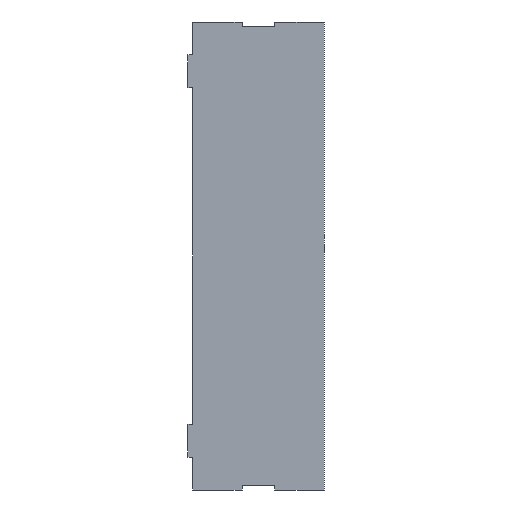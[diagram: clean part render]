
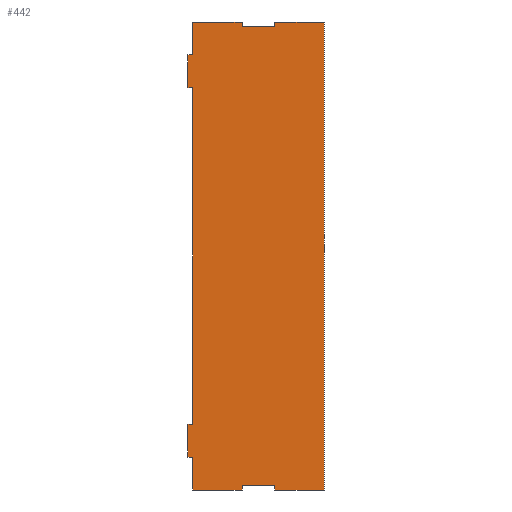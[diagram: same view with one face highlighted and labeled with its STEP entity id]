
A CAD part, front view. The second image highlights one B-rep face of the part: STEP entity #442.
In plain terms, the highlighted planar face has unit normal (0, -1, 0).
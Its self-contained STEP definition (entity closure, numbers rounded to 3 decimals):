
#36=FACE_OUTER_BOUND('',#58,.T.);
#58=EDGE_LOOP('',(#379,#380,#381,#382,#383,#384,#385,#386,#387,#388,#389,
#390,#391,#392,#393,#394,#395,#396,#397,#398));
#59=LINE('',#595,#119);
#63=LINE('',#603,#123);
#66=LINE('',#609,#126);
#69=LINE('',#615,#129);
#72=LINE('',#621,#132);
#75=LINE('',#627,#135);
#78=LINE('',#633,#138);
#81=LINE('',#639,#141);
#84=LINE('',#645,#144);
#87=LINE('',#651,#147);
#90=LINE('',#657,#150);
#93=LINE('',#663,#153);
#96=LINE('',#669,#156);
#99=LINE('',#675,#159);
#102=LINE('',#681,#162);
#105=LINE('',#687,#165);
#108=LINE('',#693,#168);
#111=LINE('',#699,#171);
#114=LINE('',#705,#174);
#117=LINE('',#710,#177);
#119=VECTOR('',#489,10.);
#123=VECTOR('',#495,10.);
#126=VECTOR('',#500,10.);
#129=VECTOR('',#505,10.);
#132=VECTOR('',#510,10.);
#135=VECTOR('',#515,10.);
#138=VECTOR('',#520,10.);
#141=VECTOR('',#525,10.);
#144=VECTOR('',#530,10.);
#147=VECTOR('',#535,10.);
#150=VECTOR('',#540,10.);
#153=VECTOR('',#545,10.);
#156=VECTOR('',#550,10.);
#159=VECTOR('',#555,10.);
#162=VECTOR('',#560,10.);
#165=VECTOR('',#565,10.);
#168=VECTOR('',#570,10.);
#171=VECTOR('',#575,10.);
#174=VECTOR('',#580,10.);
#177=VECTOR('',#585,10.);
#179=VERTEX_POINT('',#593);
#180=VERTEX_POINT('',#594);
#183=VERTEX_POINT('',#602);
#185=VERTEX_POINT('',#608);
#187=VERTEX_POINT('',#614);
#189=VERTEX_POINT('',#620);
#191=VERTEX_POINT('',#626);
#193=VERTEX_POINT('',#632);
#195=VERTEX_POINT('',#638);
#197=VERTEX_POINT('',#644);
#199=VERTEX_POINT('',#650);
#201=VERTEX_POINT('',#656);
#203=VERTEX_POINT('',#662);
#205=VERTEX_POINT('',#668);
#207=VERTEX_POINT('',#674);
#209=VERTEX_POINT('',#680);
#211=VERTEX_POINT('',#686);
#213=VERTEX_POINT('',#692);
#215=VERTEX_POINT('',#698);
#217=VERTEX_POINT('',#704);
#219=EDGE_CURVE('',#179,#180,#59,.T.);
#223=EDGE_CURVE('',#183,#179,#63,.T.);
#226=EDGE_CURVE('',#185,#183,#66,.T.);
#229=EDGE_CURVE('',#187,#185,#69,.T.);
#232=EDGE_CURVE('',#189,#187,#72,.T.);
#235=EDGE_CURVE('',#191,#189,#75,.T.);
#238=EDGE_CURVE('',#193,#191,#78,.T.);
#241=EDGE_CURVE('',#195,#193,#81,.T.);
#244=EDGE_CURVE('',#197,#195,#84,.T.);
#247=EDGE_CURVE('',#199,#197,#87,.T.);
#250=EDGE_CURVE('',#201,#199,#90,.T.);
#253=EDGE_CURVE('',#203,#201,#93,.T.);
#256=EDGE_CURVE('',#205,#203,#96,.T.);
#259=EDGE_CURVE('',#207,#205,#99,.T.);
#262=EDGE_CURVE('',#209,#207,#102,.T.);
#265=EDGE_CURVE('',#211,#209,#105,.T.);
#268=EDGE_CURVE('',#213,#211,#108,.T.);
#271=EDGE_CURVE('',#215,#213,#111,.T.);
#274=EDGE_CURVE('',#217,#215,#114,.T.);
#277=EDGE_CURVE('',#180,#217,#117,.T.);
#379=ORIENTED_EDGE('',*,*,#277,.F.);
#380=ORIENTED_EDGE('',*,*,#219,.F.);
#381=ORIENTED_EDGE('',*,*,#223,.F.);
#382=ORIENTED_EDGE('',*,*,#226,.F.);
#383=ORIENTED_EDGE('',*,*,#229,.F.);
#384=ORIENTED_EDGE('',*,*,#232,.F.);
#385=ORIENTED_EDGE('',*,*,#235,.F.);
#386=ORIENTED_EDGE('',*,*,#238,.F.);
#387=ORIENTED_EDGE('',*,*,#241,.F.);
#388=ORIENTED_EDGE('',*,*,#244,.F.);
#389=ORIENTED_EDGE('',*,*,#247,.F.);
#390=ORIENTED_EDGE('',*,*,#250,.F.);
#391=ORIENTED_EDGE('',*,*,#253,.F.);
#392=ORIENTED_EDGE('',*,*,#256,.F.);
#393=ORIENTED_EDGE('',*,*,#259,.F.);
#394=ORIENTED_EDGE('',*,*,#262,.F.);
#395=ORIENTED_EDGE('',*,*,#265,.F.);
#396=ORIENTED_EDGE('',*,*,#268,.F.);
#397=ORIENTED_EDGE('',*,*,#271,.F.);
#398=ORIENTED_EDGE('',*,*,#274,.F.);
#420=PLANE('',#484);
#442=ADVANCED_FACE('',(#36),#420,.F.);
#484=AXIS2_PLACEMENT_3D('',#713,#589,#590);
#489=DIRECTION('',(-1.,0.,0.));
#495=DIRECTION('',(0.,0.,1.));
#500=DIRECTION('',(-1.,0.,0.));
#505=DIRECTION('',(0.,0.,-1.));
#510=DIRECTION('',(-1.,0.,0.));
#515=DIRECTION('',(0.,0.,1.));
#520=DIRECTION('',(-1.,0.,0.));
#525=DIRECTION('',(0.,0.,-1.));
#530=DIRECTION('',(1.,0.,0.));
#535=DIRECTION('',(0.,0.,1.));
#540=DIRECTION('',(1.,0.,0.));
#545=DIRECTION('',(0.,0.,-1.));
#550=DIRECTION('',(1.,0.,0.));
#555=DIRECTION('',(0.,0.,1.));
#560=DIRECTION('',(1.,0.,0.));
#565=DIRECTION('',(0.,0.,1.));
#570=DIRECTION('',(-1.,0.,0.));
#575=DIRECTION('',(0.,0.,1.));
#580=DIRECTION('',(1.,0.,0.));
#585=DIRECTION('',(0.,0.,1.));
#589=DIRECTION('center_axis',(0.,1.,0.));
#590=DIRECTION('ref_axis',(0.,0.,1.));
#593=CARTESIAN_POINT('',(-40.,0.,-122.5));
#594=CARTESIAN_POINT('',(-43.,0.,-122.5));
#595=CARTESIAN_POINT('',(-40.,0.,-122.5));
#602=CARTESIAN_POINT('',(-40.,0.,-142.5));
#603=CARTESIAN_POINT('',(-40.,0.,-142.5));
#608=CARTESIAN_POINT('',(-10.,0.,-142.5));
#609=CARTESIAN_POINT('',(40.,0.,-142.5));
#614=CARTESIAN_POINT('',(-10.,0.,-139.5));
#615=CARTESIAN_POINT('',(-10.,0.,-136.5));
#620=CARTESIAN_POINT('',(10.,0.,-139.5));
#621=CARTESIAN_POINT('',(10.,0.,-139.5));
#626=CARTESIAN_POINT('',(10.,0.,-142.5));
#627=CARTESIAN_POINT('',(10.,0.,-142.5));
#632=CARTESIAN_POINT('',(40.,0.,-142.5));
#633=CARTESIAN_POINT('',(40.,0.,-142.5));
#638=CARTESIAN_POINT('',(40.,0.,142.5));
#639=CARTESIAN_POINT('',(40.,0.,142.5));
#644=CARTESIAN_POINT('',(10.,0.,142.5));
#645=CARTESIAN_POINT('',(-40.,0.,142.5));
#650=CARTESIAN_POINT('',(10.,0.,139.5));
#651=CARTESIAN_POINT('',(10.,0.,136.5));
#656=CARTESIAN_POINT('',(-10.,0.,139.5));
#657=CARTESIAN_POINT('',(-10.,0.,139.5));
#662=CARTESIAN_POINT('',(-10.,0.,142.5));
#663=CARTESIAN_POINT('',(-10.,0.,142.5));
#668=CARTESIAN_POINT('',(-40.,0.,142.5));
#669=CARTESIAN_POINT('',(-40.,0.,142.5));
#674=CARTESIAN_POINT('',(-40.,0.,122.5));
#675=CARTESIAN_POINT('',(-40.,0.,-142.5));
#680=CARTESIAN_POINT('',(-43.,0.,122.5));
#681=CARTESIAN_POINT('',(-43.,0.,122.5));
#686=CARTESIAN_POINT('',(-43.,0.,102.5));
#687=CARTESIAN_POINT('',(-43.,0.,102.5));
#692=CARTESIAN_POINT('',(-40.,0.,102.5));
#693=CARTESIAN_POINT('',(-40.,0.,102.5));
#698=CARTESIAN_POINT('',(-40.,0.,-102.5));
#699=CARTESIAN_POINT('',(-40.,0.,-142.5));
#704=CARTESIAN_POINT('',(-43.,0.,-102.5));
#705=CARTESIAN_POINT('',(-43.,0.,-102.5));
#710=CARTESIAN_POINT('',(-43.,0.,-122.5));
#713=CARTESIAN_POINT('Origin',(-1.5,0.,0.));
